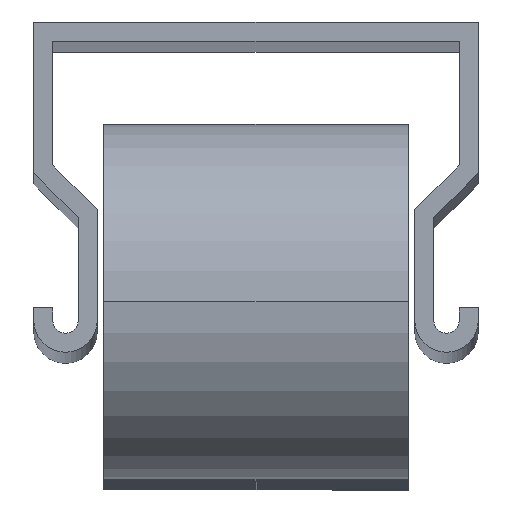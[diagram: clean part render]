
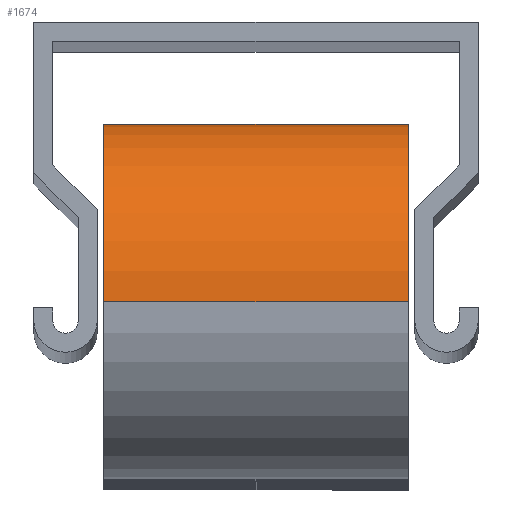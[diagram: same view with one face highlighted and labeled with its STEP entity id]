
A CAD part, top view. The second image highlights one B-rep face of the part: STEP entity #1674.
In plain terms, the highlighted cylindrical face has radius 14 mm (diameter 28 mm), a partial arc.
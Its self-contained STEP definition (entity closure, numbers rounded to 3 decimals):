
#105 = EDGE_LOOP ( 'NONE', ( #1303, #1642, #356, #1729 ) ) ;
#121 = LINE ( 'NONE', #2361, #1988 ) ;
#262 = DIRECTION ( 'NONE',  ( 0., 0., 1. ) ) ;
#311 = VERTEX_POINT ( 'NONE', #2222 ) ;
#356 = ORIENTED_EDGE ( 'NONE', *, *, #2061, .T. ) ;
#442 = DIRECTION ( 'NONE',  ( -1., 0., 0. ) ) ;
#532 = VERTEX_POINT ( 'NONE', #689 ) ;
#577 = DIRECTION ( 'NONE',  ( 0., 0., 1. ) ) ;
#609 = AXIS2_PLACEMENT_3D ( 'NONE', #632, #639, #262 ) ;
#632 = CARTESIAN_POINT ( 'NONE',  ( 5.5, 14., 476. ) ) ;
#639 = DIRECTION ( 'NONE',  ( 1., 0., 0. ) ) ;
#689 = CARTESIAN_POINT ( 'NONE',  ( 29.5, 14., 490. ) ) ;
#932 = EDGE_CURVE ( 'NONE', #532, #311, #1280, .T. ) ;
#968 = CIRCLE ( 'NONE', #609, 14. ) ;
#1001 = AXIS2_PLACEMENT_3D ( 'NONE', #2007, #1078, #2155 ) ;
#1006 = VECTOR ( 'NONE', #442, 1000. ) ;
#1053 = CYLINDRICAL_SURFACE ( 'NONE', #1001, 14. ) ;
#1078 = DIRECTION ( 'NONE',  ( -1., 0., 0. ) ) ;
#1280 = CIRCLE ( 'NONE', #2065, 14. ) ;
#1303 = ORIENTED_EDGE ( 'NONE', *, *, #932, .T. ) ;
#1461 = CARTESIAN_POINT ( 'NONE',  ( 5.5, 14., 490. ) ) ;
#1480 = EDGE_CURVE ( 'NONE', #311, #1519, #1633, .T. ) ;
#1519 = VERTEX_POINT ( 'NONE', #1762 ) ;
#1571 = CARTESIAN_POINT ( 'NONE',  ( 29.5, 14., 462. ) ) ;
#1633 = LINE ( 'NONE', #1571, #1006 ) ;
#1642 = ORIENTED_EDGE ( 'NONE', *, *, #1480, .T. ) ;
#1649 = DIRECTION ( 'NONE',  ( -1., 0., 0. ) ) ;
#1673 = VERTEX_POINT ( 'NONE', #1461 ) ;
#1674 = ADVANCED_FACE ( 'NONE', ( #1963 ), #1053, .T. ) ;
#1693 = DIRECTION ( 'NONE',  ( -1., 0., 0. ) ) ;
#1729 = ORIENTED_EDGE ( 'NONE', *, *, #2337, .F. ) ;
#1762 = CARTESIAN_POINT ( 'NONE',  ( 5.5, 14., 462. ) ) ;
#1963 = FACE_OUTER_BOUND ( 'NONE', #105, .T. ) ;
#1988 = VECTOR ( 'NONE', #1649, 1000. ) ;
#2007 = CARTESIAN_POINT ( 'NONE',  ( 29.5, 14., 476. ) ) ;
#2037 = CARTESIAN_POINT ( 'NONE',  ( 29.5, 14., 476. ) ) ;
#2061 = EDGE_CURVE ( 'NONE', #1519, #1673, #968, .T. ) ;
#2065 = AXIS2_PLACEMENT_3D ( 'NONE', #2037, #1693, #577 ) ;
#2155 = DIRECTION ( 'NONE',  ( 0., 0., 1. ) ) ;
#2222 = CARTESIAN_POINT ( 'NONE',  ( 29.5, 14., 462. ) ) ;
#2337 = EDGE_CURVE ( 'NONE', #532, #1673, #121, .T. ) ;
#2361 = CARTESIAN_POINT ( 'NONE',  ( 29.5, 14., 490. ) ) ;
